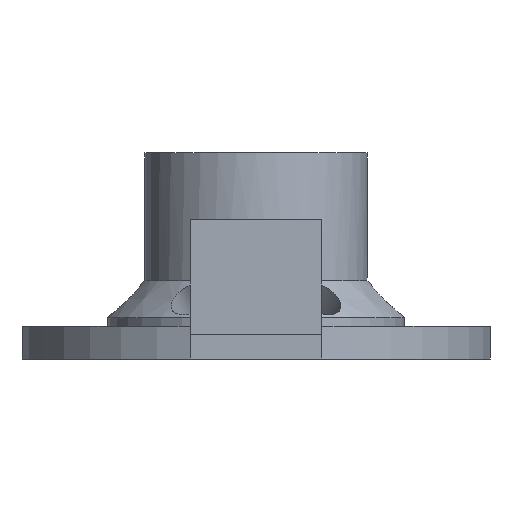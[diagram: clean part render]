
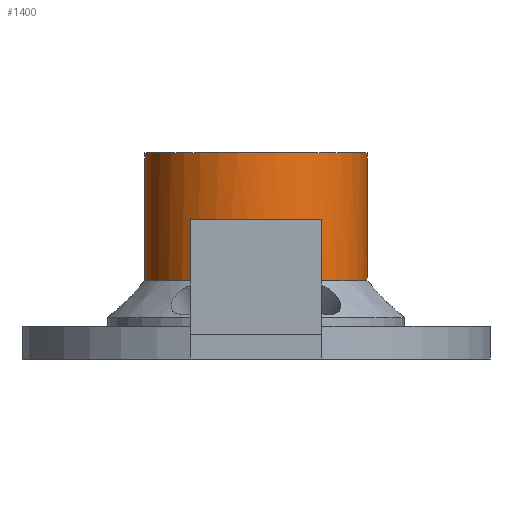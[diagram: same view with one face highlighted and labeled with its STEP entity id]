
A CAD part, front view. The second image highlights one B-rep face of the part: STEP entity #1400.
In plain terms, the highlighted cylindrical face has radius 13.5 mm (diameter 27 mm), a full revolution.
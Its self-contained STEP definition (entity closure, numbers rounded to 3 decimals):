
#17=CYLINDRICAL_SURFACE('',#1500,13.5);
#62=FACE_BOUND('',#233,.T.);
#87=CIRCLE('',#1468,13.5);
#90=CIRCLE('',#1473,13.5);
#91=CIRCLE('',#1474,13.5);
#92=CIRCLE('',#1494,13.5);
#93=CIRCLE('',#1498,13.5);
#94=CIRCLE('',#1501,13.5);
#155=FACE_OUTER_BOUND('',#232,.T.);
#232=EDGE_LOOP('',(#1196,#1197,#1198,#1199,#1200,#1201,#1202,#1203));
#233=EDGE_LOOP('',(#1204,#1205,#1206,#1207));
#321=LINE('',#2023,#471);
#327=LINE('',#2041,#477);
#369=LINE('',#2397,#519);
#382=LINE('',#2423,#532);
#397=LINE('',#2457,#547);
#471=VECTOR('',#1654,10.);
#477=VECTOR('',#1674,10.);
#519=VECTOR('',#1746,10.);
#532=VECTOR('',#1765,10.);
#547=VECTOR('',#1808,13.5);
#612=VERTEX_POINT('',#2020);
#613=VERTEX_POINT('',#2022);
#617=VERTEX_POINT('',#2036);
#618=VERTEX_POINT('',#2040);
#621=VERTEX_POINT('',#2049);
#670=VERTEX_POINT('',#2394);
#671=VERTEX_POINT('',#2396);
#680=VERTEX_POINT('',#2420);
#681=VERTEX_POINT('',#2422);
#686=VERTEX_POINT('',#2455);
#770=EDGE_CURVE('',#613,#612,#321,.T.);
#777=EDGE_CURVE('',#617,#613,#87,.T.);
#779=EDGE_CURVE('',#618,#617,#327,.T.);
#784=EDGE_CURVE('',#621,#618,#90,.T.);
#785=EDGE_CURVE('',#612,#621,#91,.T.);
#843=EDGE_CURVE('',#670,#671,#369,.T.);
#856=EDGE_CURVE('',#681,#680,#382,.T.);
#869=EDGE_CURVE('',#670,#681,#92,.T.);
#872=EDGE_CURVE('',#680,#671,#93,.T.);
#873=EDGE_CURVE('',#686,#686,#94,.T.);
#874=EDGE_CURVE('',#686,#621,#397,.T.);
#1196=ORIENTED_EDGE('',*,*,#873,.F.);
#1197=ORIENTED_EDGE('',*,*,#874,.T.);
#1198=ORIENTED_EDGE('',*,*,#784,.T.);
#1199=ORIENTED_EDGE('',*,*,#779,.T.);
#1200=ORIENTED_EDGE('',*,*,#777,.T.);
#1201=ORIENTED_EDGE('',*,*,#770,.T.);
#1202=ORIENTED_EDGE('',*,*,#785,.T.);
#1203=ORIENTED_EDGE('',*,*,#874,.F.);
#1204=ORIENTED_EDGE('',*,*,#869,.T.);
#1205=ORIENTED_EDGE('',*,*,#856,.T.);
#1206=ORIENTED_EDGE('',*,*,#872,.T.);
#1207=ORIENTED_EDGE('',*,*,#843,.F.);
#1400=ADVANCED_FACE('',(#155,#62),#17,.T.);
#1468=AXIS2_PLACEMENT_3D('',#2037,#1669,#1670);
#1473=AXIS2_PLACEMENT_3D('',#2050,#1683,#1684);
#1474=AXIS2_PLACEMENT_3D('',#2051,#1685,#1686);
#1494=AXIS2_PLACEMENT_3D('',#2446,#1790,#1791);
#1498=AXIS2_PLACEMENT_3D('',#2452,#1800,#1801);
#1500=AXIS2_PLACEMENT_3D('',#2454,#1804,#1805);
#1501=AXIS2_PLACEMENT_3D('',#2456,#1806,#1807);
#1654=DIRECTION('',(0.,0.,-1.));
#1669=DIRECTION('center_axis',(0.,0.,1.));
#1670=DIRECTION('ref_axis',(1.,0.,0.));
#1674=DIRECTION('',(0.,0.,1.));
#1683=DIRECTION('center_axis',(0.,0.,1.));
#1684=DIRECTION('ref_axis',(1.,0.,0.));
#1685=DIRECTION('center_axis',(0.,0.,1.));
#1686=DIRECTION('ref_axis',(1.,0.,0.));
#1746=DIRECTION('',(0.,0.,-1.));
#1765=DIRECTION('',(0.,0.,-1.));
#1790=DIRECTION('center_axis',(0.,0.,1.));
#1791=DIRECTION('ref_axis',(1.,0.,0.));
#1800=DIRECTION('center_axis',(0.,0.,-1.));
#1801=DIRECTION('ref_axis',(1.,0.,0.));
#1804=DIRECTION('center_axis',(0.,0.,1.));
#1805=DIRECTION('ref_axis',(1.,0.,0.));
#1806=DIRECTION('center_axis',(0.,0.,1.));
#1807=DIRECTION('ref_axis',(1.,0.,0.));
#1808=DIRECTION('',(0.,0.,-1.));
#2020=CARTESIAN_POINT('',(-2.,13.351,9.5));
#2022=CARTESIAN_POINT('',(-2.,13.351,19.443));
#2023=CARTESIAN_POINT('',(-2.,13.351,9.5));
#2036=CARTESIAN_POINT('',(2.,13.351,19.443));
#2037=CARTESIAN_POINT('Origin',(0.,0.,19.443));
#2040=CARTESIAN_POINT('',(2.,13.351,9.5));
#2041=CARTESIAN_POINT('',(2.,13.351,9.5));
#2049=CARTESIAN_POINT('',(-13.5,0.,9.5));
#2050=CARTESIAN_POINT('Origin',(0.,0.,9.5));
#2051=CARTESIAN_POINT('Origin',(0.,0.,9.5));
#2394=CARTESIAN_POINT('',(-3.,-13.162,16.915));
#2396=CARTESIAN_POINT('',(-3.,-13.162,9.515));
#2397=CARTESIAN_POINT('',(-3.,-13.162,16.915));
#2420=CARTESIAN_POINT('',(3.,-13.162,9.515));
#2422=CARTESIAN_POINT('',(3.,-13.162,16.915));
#2423=CARTESIAN_POINT('',(3.,-13.162,9.5));
#2446=CARTESIAN_POINT('Origin',(0.,0.,16.915));
#2452=CARTESIAN_POINT('Origin',(0.,0.,9.515));
#2454=CARTESIAN_POINT('Origin',(0.,0.,9.5));
#2455=CARTESIAN_POINT('',(-13.5,0.,25.));
#2456=CARTESIAN_POINT('Origin',(0.,0.,25.));
#2457=CARTESIAN_POINT('',(-13.5,0.,9.5));
